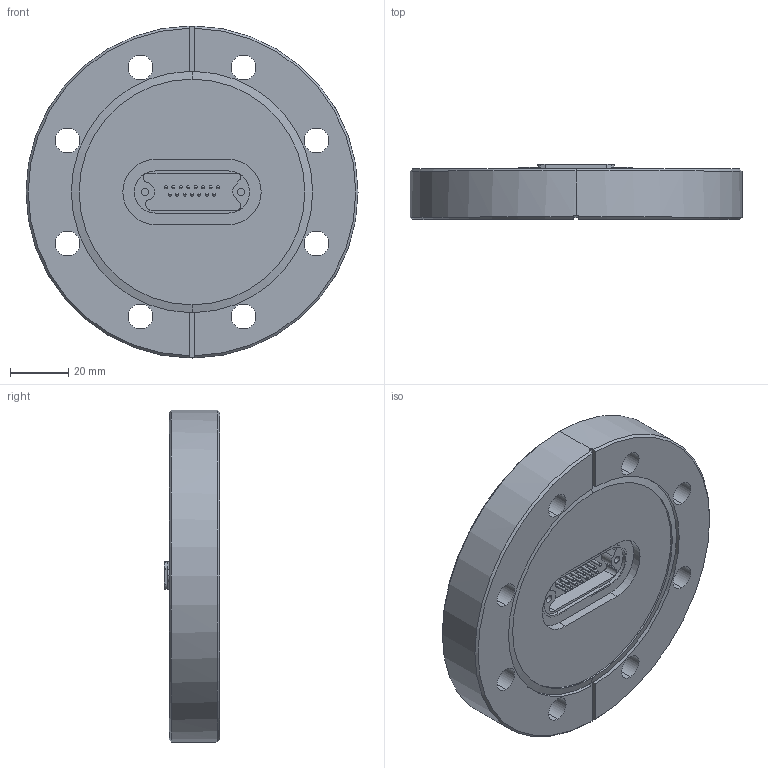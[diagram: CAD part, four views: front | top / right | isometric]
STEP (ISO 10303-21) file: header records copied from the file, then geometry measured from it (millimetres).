
FILE_DESCRIPTION (( 'STEP AP203' ), '1' );
FILE_NAME ('A1557-2-CF.STEP', '2013-04-25T12:06:25', ( '' ), ( '' ), 'SwSTEP 2.0', 'SolidWorks 2012', '' );
FILE_SCHEMA (( 'CONFIG_CONTROL_DESIGN' ));
Length unit declared in the file: inch
Products named in the file (1): A1557-2-CF
Bounding box: 113.54 x 18.87 x 113.54 mm (x, y, z)
Volume: 153990.9 mm3; surface area: 33972.8 mm2
Topology: 1 solids, 1 shells, 270 faces, 616 edges, 389 vertices
Faces by surface type: cylinder 125, plane 79, torus 60, cone 6
Entity records: 7850 total; most frequent: DIRECTION 1529, CARTESIAN_POINT 1312, ORIENTED_EDGE 1232, AXIS2_PLACEMENT_3D 650, EDGE_CURVE 616, VERTEX_POINT 389, CIRCLE 379, EDGE_LOOP 327
